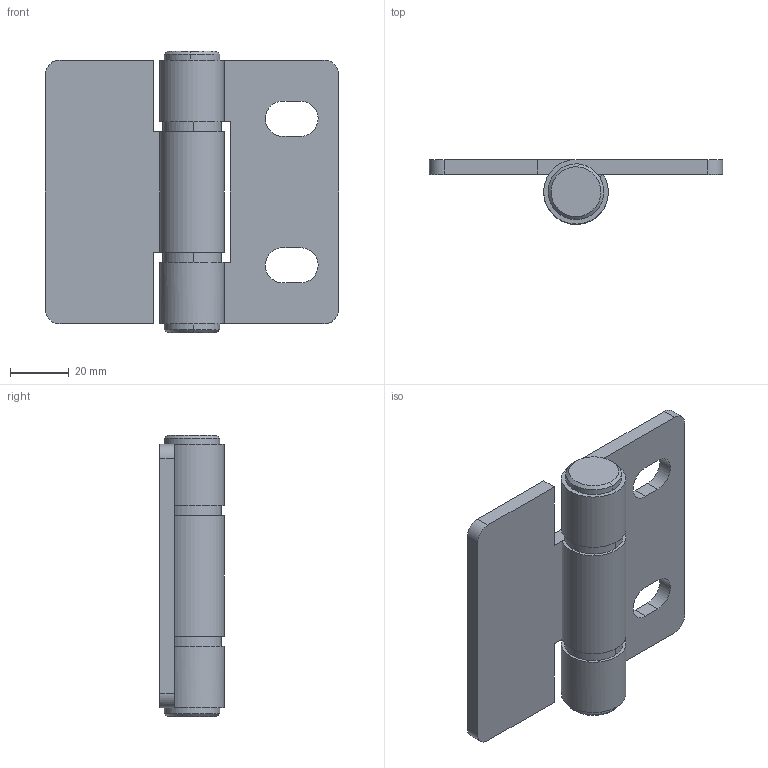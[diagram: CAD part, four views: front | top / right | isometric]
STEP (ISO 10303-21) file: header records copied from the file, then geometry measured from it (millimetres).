
FILE_DESCRIPTION((''),'2;1');
FILE_NAME('','2005-04-20T08:45:42',(''),(''),'','CADfix','');
FILE_SCHEMA(('AUTOMOTIVE_DESIGN'));
Length unit declared in the file: millimetre
Products named in the file (6): cap; bearing; shaft; hinge piece_B; hinge piece_A; TH_116_1_32167_36
Assembly tree (7 placements, depth 2):
  TH_116_1_32167_36
    cap  x2
    bearing  x2
    shaft
    hinge piece_B
    hinge piece_A
Bounding box: 100 x 22 x 96 mm (x, y, z)
Volume: 68633.1 mm3; surface area: 33433.3 mm2
Topology: 7 solids, 7 shells, 72 faces, 206 edges, 150 vertices
Faces by surface type: bspline 72
Entity records: 2157 total; most frequent: CARTESIAN_POINT 1080, ORIENTED_EDGE 318, EDGE_CURVE 159, VERTEX_POINT 113, QUASI_UNIFORM_CURVE 86, EDGE_LOOP 64, FACE_OUTER_BOUND 57, ADVANCED_FACE 57
